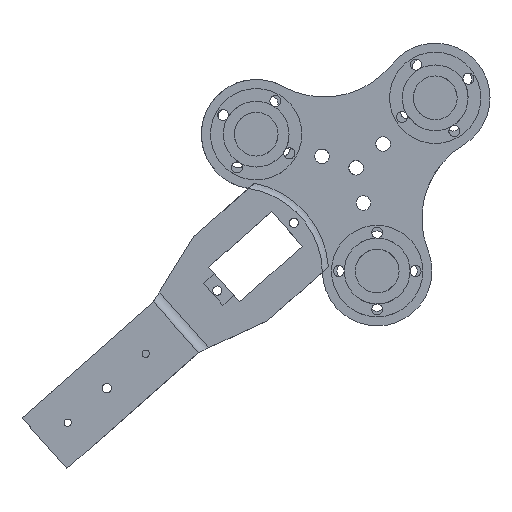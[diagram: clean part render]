
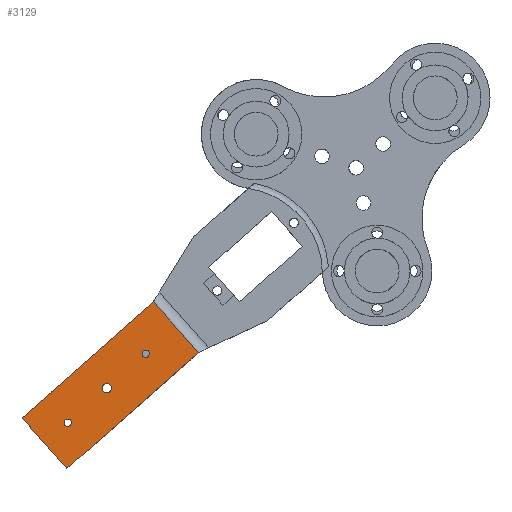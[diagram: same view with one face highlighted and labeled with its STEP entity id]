
A CAD part, top view. The second image highlights one B-rep face of the part: STEP entity #3129.
In plain terms, the highlighted planar face has unit normal (0, 0, 1).
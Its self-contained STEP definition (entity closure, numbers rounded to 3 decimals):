
#3 = AXIS2_PLACEMENT_3D ( 'NONE', #5866, #9082, #2712 ) ;
#34 = ORIENTED_EDGE ( 'NONE', *, *, #9508, .F. ) ;
#56 = CIRCLE ( 'NONE', #4089, 1.25 ) ;
#98 = CARTESIAN_POINT ( 'NONE',  ( -84.903, -54.085, 5. ) ) ;
#174 = VERTEX_POINT ( 'NONE', #98 ) ;
#204 = CARTESIAN_POINT ( 'NONE',  ( -63.334, -22.619, 5. ) ) ;
#544 = ORIENTED_EDGE ( 'NONE', *, *, #3557, .F. ) ;
#649 = CARTESIAN_POINT ( 'NONE',  ( -51.188, -24.281, 5. ) ) ;
#723 = CARTESIAN_POINT ( 'NONE',  ( -63.493, -10.361, 5. ) ) ;
#763 = CARTESIAN_POINT ( 'NONE',  ( -84.687, -42.495, 5. ) ) ;
#783 = DIRECTION ( 'NONE',  ( -0.662, 0.749, 0. ) ) ;
#794 = DIRECTION ( 'NONE',  ( 0., 0., -1. ) ) ;
#798 = VERTEX_POINT ( 'NONE', #8774 ) ;
#1129 = CARTESIAN_POINT ( 'NONE',  ( -63.334, -23.619, 5. ) ) ;
#1474 = VERTEX_POINT ( 'NONE', #9437 ) ;
#1628 = CARTESIAN_POINT ( 'NONE',  ( -101.182, -35.669, 5. ) ) ;
#1727 = LINE ( 'NONE', #1628, #3356 ) ;
#1796 = DIRECTION ( 'NONE',  ( 0., 1., 0. ) ) ;
#1810 = CARTESIAN_POINT ( 'NONE',  ( -63.334, -22.619, 5. ) ) ;
#1864 = DIRECTION ( 'NONE',  ( 0., 0., 1. ) ) ;
#2296 = EDGE_CURVE ( 'NONE', #8050, #798, #9263, .T. ) ;
#2297 = DIRECTION ( 'NONE',  ( 0., 0., 1. ) ) ;
#2712 = DIRECTION ( 'NONE',  ( 0., 1., 0. ) ) ;
#2732 = CIRCLE ( 'NONE', #8289, 1.25 ) ;
#2981 = ORIENTED_EDGE ( 'NONE', *, *, #8364, .T. ) ;
#3129 = ADVANCED_FACE ( 'NONE', ( #4996, #7331, #10391, #5587 ), #7226, .F. ) ;
#3131 = DIRECTION ( 'NONE',  ( 0., 1., 0. ) ) ;
#3356 = VECTOR ( 'NONE', #783, 1000. ) ;
#3415 = DIRECTION ( 'NONE',  ( 0., 0., 1. ) ) ;
#3532 = VERTEX_POINT ( 'NONE', #4138 ) ;
#3557 = EDGE_CURVE ( 'NONE', #174, #7293, #1727, .T. ) ;
#3582 = ORIENTED_EDGE ( 'NONE', *, *, #8097, .F. ) ;
#3942 = EDGE_CURVE ( 'NONE', #4695, #8001, #8714, .T. ) ;
#3981 = EDGE_CURVE ( 'NONE', #6219, #5893, #6149, .T. ) ;
#4082 = VECTOR ( 'NONE', #6568, 1000. ) ;
#4089 = AXIS2_PLACEMENT_3D ( 'NONE', #8725, #10357, #3131 ) ;
#4138 = CARTESIAN_POINT ( 'NONE',  ( -74.011, -33.307, 5. ) ) ;
#4209 = AXIS2_PLACEMENT_3D ( 'NONE', #9644, #794, #8063 ) ;
#4682 = ORIENTED_EDGE ( 'NONE', *, *, #3981, .F. ) ;
#4695 = VERTEX_POINT ( 'NONE', #5723 ) ;
#4705 = LINE ( 'NONE', #649, #6455 ) ;
#4785 = ORIENTED_EDGE ( 'NONE', *, *, #2296, .F. ) ;
#4861 = CIRCLE ( 'NONE', #5871, 1. ) ;
#4996 = FACE_BOUND ( 'NONE', #7084, .T. ) ;
#5170 = DIRECTION ( 'NONE',  ( 0., 1., 0. ) ) ;
#5484 = AXIS2_PLACEMENT_3D ( 'NONE', #204, #3415, #8803 ) ;
#5502 = DIRECTION ( 'NONE',  ( 0., 1., 0. ) ) ;
#5587 = FACE_OUTER_BOUND ( 'NONE', #6823, .T. ) ;
#5723 = CARTESIAN_POINT ( 'NONE',  ( -48.94, -22.294, 5. ) ) ;
#5866 = CARTESIAN_POINT ( 'NONE',  ( -84.687, -41.495, 5. ) ) ;
#5871 = AXIS2_PLACEMENT_3D ( 'NONE', #1810, #1864, #5170 ) ;
#5893 = VERTEX_POINT ( 'NONE', #1129 ) ;
#6149 = CIRCLE ( 'NONE', #5484, 1. ) ;
#6197 = EDGE_LOOP ( 'NONE', ( #3582, #9929 ) ) ;
#6219 = VERTEX_POINT ( 'NONE', #9943 ) ;
#6270 = ORIENTED_EDGE ( 'NONE', *, *, #3942, .T. ) ;
#6289 = CIRCLE ( 'NONE', #9655, 1. ) ;
#6455 = VECTOR ( 'NONE', #10396, 1000. ) ;
#6539 = DIRECTION ( 'NONE',  ( 0., 0., 1. ) ) ;
#6568 = DIRECTION ( 'NONE',  ( -0.749, -0.662, 0. ) ) ;
#6717 = ORIENTED_EDGE ( 'NONE', *, *, #8094, .F. ) ;
#6823 = EDGE_LOOP ( 'NONE', ( #544, #2981, #6270, #7629 ) ) ;
#7024 = CARTESIAN_POINT ( 'NONE',  ( -65.219, -3.878, 5. ) ) ;
#7084 = EDGE_LOOP ( 'NONE', ( #6717, #4785 ) ) ;
#7226 = PLANE ( 'NONE',  #4209 ) ;
#7255 = EDGE_CURVE ( 'NONE', #3532, #1474, #2732, .T. ) ;
#7293 = VERTEX_POINT ( 'NONE', #8275 ) ;
#7331 = FACE_BOUND ( 'NONE', #9258, .T. ) ;
#7349 = CARTESIAN_POINT ( 'NONE',  ( -84.687, -41.495, 5. ) ) ;
#7591 = EDGE_CURVE ( 'NONE', #8001, #7293, #7946, .T. ) ;
#7629 = ORIENTED_EDGE ( 'NONE', *, *, #7591, .T. ) ;
#7946 = LINE ( 'NONE', #723, #4082 ) ;
#8001 = VERTEX_POINT ( 'NONE', #8770 ) ;
#8050 = VERTEX_POINT ( 'NONE', #763 ) ;
#8063 = DIRECTION ( 'NONE',  ( 0., 1., 0. ) ) ;
#8094 = EDGE_CURVE ( 'NONE', #798, #8050, #6289, .T. ) ;
#8097 = EDGE_CURVE ( 'NONE', #1474, #3532, #56, .T. ) ;
#8275 = CARTESIAN_POINT ( 'NONE',  ( -97.208, -40.165, 5. ) ) ;
#8289 = AXIS2_PLACEMENT_3D ( 'NONE', #9855, #6539, #1796 ) ;
#8364 = EDGE_CURVE ( 'NONE', #174, #4695, #4705, .T. ) ;
#8714 = LINE ( 'NONE', #7024, #9684 ) ;
#8725 = CARTESIAN_POINT ( 'NONE',  ( -74.011, -32.057, 5. ) ) ;
#8770 = CARTESIAN_POINT ( 'NONE',  ( -61.245, -8.374, 5. ) ) ;
#8774 = CARTESIAN_POINT ( 'NONE',  ( -84.687, -40.495, 5. ) ) ;
#8803 = DIRECTION ( 'NONE',  ( 0., 1., 0. ) ) ;
#9082 = DIRECTION ( 'NONE',  ( 0., 0., 1. ) ) ;
#9258 = EDGE_LOOP ( 'NONE', ( #4682, #34 ) ) ;
#9263 = CIRCLE ( 'NONE', #3, 1. ) ;
#9437 = CARTESIAN_POINT ( 'NONE',  ( -74.011, -30.807, 5. ) ) ;
#9492 = DIRECTION ( 'NONE',  ( -0.662, 0.749, 0. ) ) ;
#9508 = EDGE_CURVE ( 'NONE', #5893, #6219, #4861, .T. ) ;
#9644 = CARTESIAN_POINT ( 'NONE',  ( -67.467, -5.865, 5. ) ) ;
#9655 = AXIS2_PLACEMENT_3D ( 'NONE', #7349, #2297, #5502 ) ;
#9684 = VECTOR ( 'NONE', #9492, 1000. ) ;
#9855 = CARTESIAN_POINT ( 'NONE',  ( -74.011, -32.057, 5. ) ) ;
#9929 = ORIENTED_EDGE ( 'NONE', *, *, #7255, .F. ) ;
#9943 = CARTESIAN_POINT ( 'NONE',  ( -63.334, -21.619, 5. ) ) ;
#10357 = DIRECTION ( 'NONE',  ( 0., 0., 1. ) ) ;
#10391 = FACE_BOUND ( 'NONE', #6197, .T. ) ;
#10396 = DIRECTION ( 'NONE',  ( 0.749, 0.662, 0. ) ) ;
